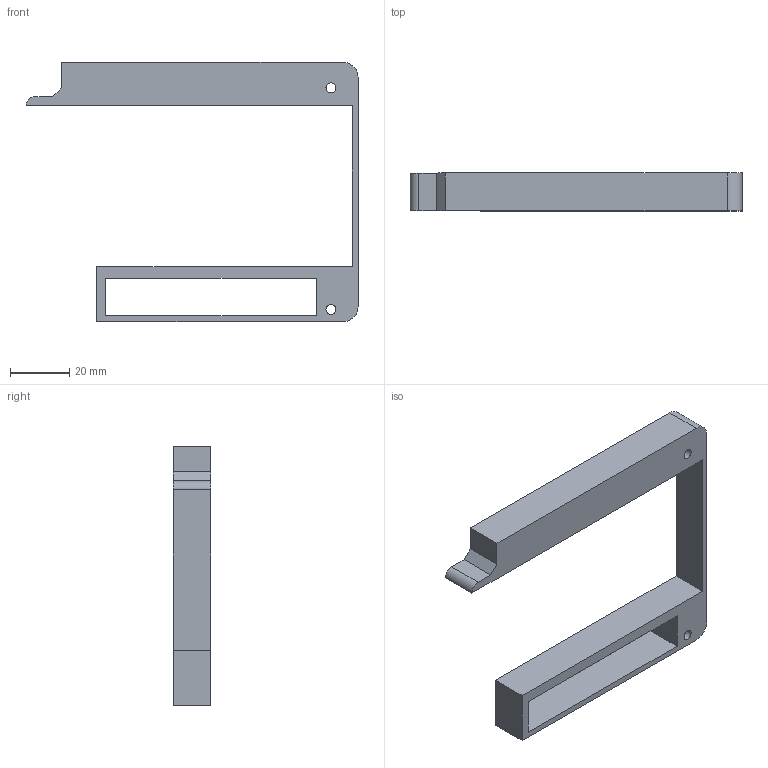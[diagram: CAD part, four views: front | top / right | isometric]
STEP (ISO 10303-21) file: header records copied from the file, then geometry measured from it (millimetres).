
FILE_DESCRIPTION(/* description */ (''),/* implementation_level */ '2;1');
FILE_NAME(/* name */ 'filter_surround.step',/* time_stamp */ '2022-09-24T13:32:33-07:00',/* author */ (''),/* organization */ (''),/* preprocessor_version */ 'ST-DEVELOPER v19',/* originating_system */ 'Autodesk Translation Framework v11.7.0.108',/* authorisation */ '');
FILE_SCHEMA (('AUTOMOTIVE_DESIGN { 1 0 10303 214 3 1 1 }'));
Length unit declared in the file: millimetre
Products named in the file (1): filter_surround
Bounding box: 112.4 x 12.75 x 87.8 mm (x, y, z)
Volume: 29725.8 mm3; surface area: 14292 mm2
Topology: 1 solids, 1 shells, 21 faces, 57 edges, 38 vertices
Faces by surface type: plane 16, cylinder 5
Full cylindrical faces by diameter (mm): 3.4 x2
Entity records: 713 total; most frequent: CARTESIAN_POINT 117, ORIENTED_EDGE 114, DIRECTION 111, EDGE_CURVE 57, LINE 47, VECTOR 47, VERTEX_POINT 38, AXIS2_PLACEMENT_3D 32
